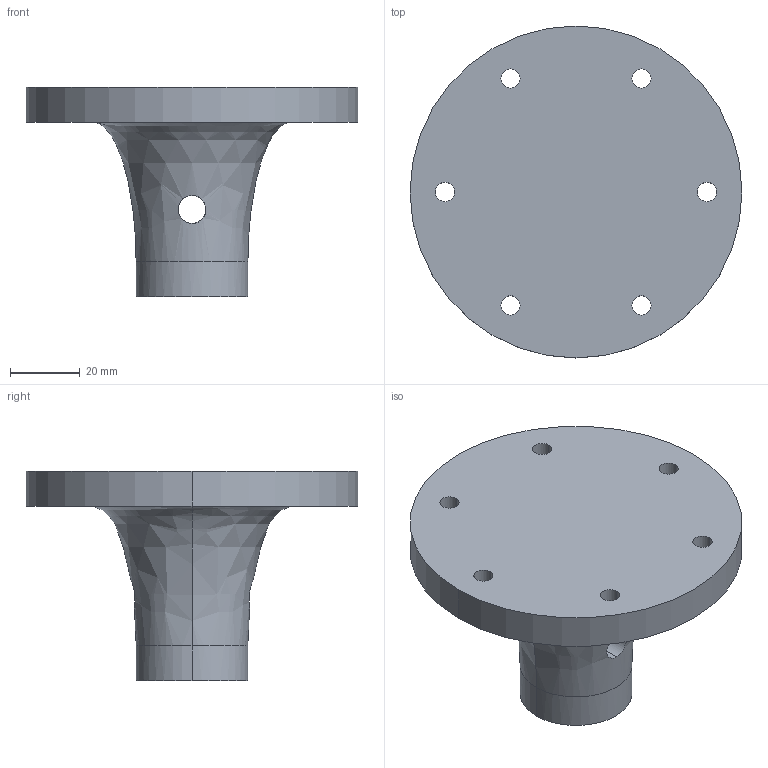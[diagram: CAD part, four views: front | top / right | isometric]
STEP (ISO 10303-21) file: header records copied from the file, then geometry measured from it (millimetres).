
FILE_DESCRIPTION (( 'STEP AP203' ), '1' );
FILE_NAME ('QR Adapter.STEP', '2026-01-11T20:16:58', ( '' ), ( '' ), 'SwSTEP 2.0', 'SolidWorks 2024', '' );
FILE_SCHEMA (( 'CONFIG_CONTROL_DESIGN' ));
Length unit declared in the file: millimetre
Products named in the file (1): QR Adapter
Bounding box: 95 x 95 x 60 mm (x, y, z)
Volume: 105922.9 mm3; surface area: 25802.1 mm2
Topology: 1 solids, 1 shells, 28 faces, 70 edges, 46 vertices
Faces by surface type: cylinder 22, plane 4, bspline 2
Entity records: 1493 total; most frequent: CARTESIAN_POINT 715, DIRECTION 144, ORIENTED_EDGE 140, EDGE_CURVE 70, AXIS2_PLACEMENT_3D 61, VERTEX_POINT 46, EDGE_LOOP 46, CIRCLE 34
